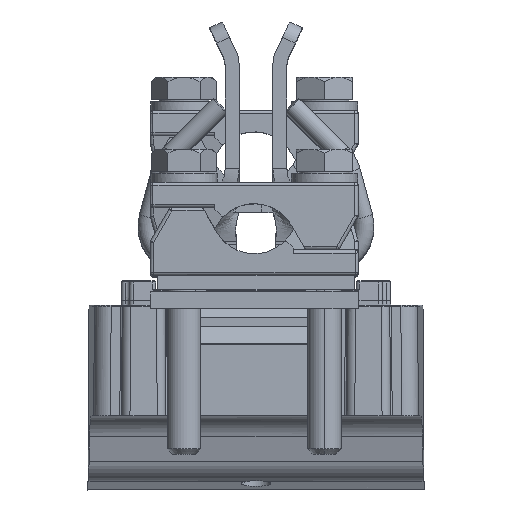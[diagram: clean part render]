
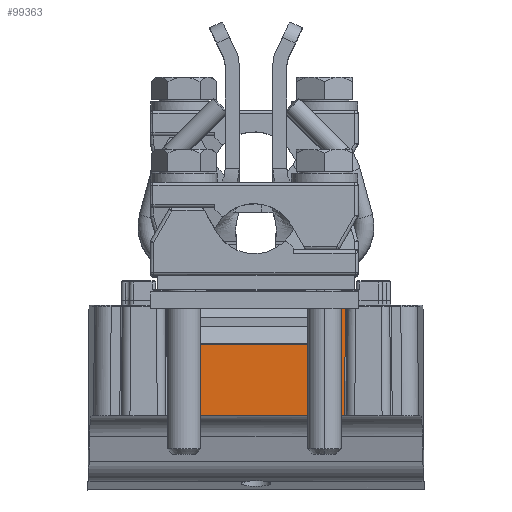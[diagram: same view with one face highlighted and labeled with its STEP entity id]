
A CAD part, top view. The second image highlights one B-rep face of the part: STEP entity #99363.
In plain terms, the highlighted face is planar.
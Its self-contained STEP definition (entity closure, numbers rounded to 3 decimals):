
#57292=CARTESIAN_POINT('',(15.895,-75.605,
33.5));
#57300=CARTESIAN_POINT('',(15.776,-75.724,
13.));
#59841=DIRECTION('',(-1.,0.,0.));
#59842=VECTOR('',#59841,1.6);
#59843=CARTESIAN_POINT('',(15.895,-75.605,
33.5));
#59844=LINE('',#59843,#59842);
#59849=DIRECTION('',(1.,0.,0.));
#59850=VECTOR('',#59849,1.6);
#59851=CARTESIAN_POINT('',(-15.895,-75.605,
33.5));
#59852=LINE('',#59851,#59850);
#59853=DIRECTION('',(0.006,-0.006,-1.));
#59854=VECTOR('',#59853,6.707);
#59855=CARTESIAN_POINT('',(-14.295,-75.605,
33.5));
#59856=LINE('',#59855,#59854);
#59857=CARTESIAN_POINT('',(-14.256,-75.644,
26.793));
#59858=CARTESIAN_POINT('',(-14.244,-75.645,
26.608));
#59859=CARTESIAN_POINT('',(-14.215,-75.647,
26.301));
#59860=CARTESIAN_POINT('',(-14.126,-75.648,
26.097));
#59861=CARTESIAN_POINT('',(-14.068,-75.649,
25.966));
#59862=CARTESIAN_POINT('',(-14.027,-75.649,
25.899));
#59863=CARTESIAN_POINT('',(-13.993,-75.65,
25.85));
#59864=CARTESIAN_POINT('',(-13.896,-75.65,
25.752));
#59865=CARTESIAN_POINT('',(-13.772,-75.651,
25.665));
#59866=CARTESIAN_POINT('',(-13.692,-75.651,
25.652));
#59867=CARTESIAN_POINT('',(-13.651,-75.651,
25.654));
#59869=DIRECTION('',(0.006,0.006,1.));
#59870=VECTOR('',#59869,6.707);
#59871=CARTESIAN_POINT('',(14.256,-75.644,
26.793));
#59872=LINE('',#59871,#59870);
#59873=DIRECTION('',(-0.006,-0.006,-1.));
#59874=VECTOR('',#59873,20.501);
#59875=CARTESIAN_POINT('',(15.895,-75.605,
33.5));
#59876=LINE('',#59875,#59874);
#59877=DIRECTION('',(-1.,0.,0.));
#59878=VECTOR('',#59877,31.551);
#59879=CARTESIAN_POINT('',(15.776,-75.724,
13.));
#59880=LINE('',#59879,#59878);
#59881=DIRECTION('',(-0.006,0.006,1.));
#59882=VECTOR('',#59881,20.501);
#59883=CARTESIAN_POINT('',(-15.776,-75.724,
13.));
#59884=LINE('',#59883,#59882);
#59969=CARTESIAN_POINT('',(14.256,-75.644,
26.793));
#59970=CARTESIAN_POINT('',(14.243,-75.645,
26.601));
#59971=CARTESIAN_POINT('',(14.212,-75.647,
26.285));
#59972=CARTESIAN_POINT('',(14.125,-75.648,
26.092));
#59973=CARTESIAN_POINT('',(14.065,-75.649,
25.964));
#59974=CARTESIAN_POINT('',(14.024,-75.649,
25.895));
#59975=CARTESIAN_POINT('',(13.991,-75.65,
25.845));
#59976=CARTESIAN_POINT('',(13.897,-75.65,
25.751));
#59977=CARTESIAN_POINT('',(13.771,-75.651,
25.666));
#59978=CARTESIAN_POINT('',(13.692,-75.651,
25.653));
#59979=CARTESIAN_POINT('',(13.651,-75.651,
25.654));
#59985=DIRECTION('',(-1.,0.,0.));
#59986=VECTOR('',#59985,27.302);
#59987=CARTESIAN_POINT('',(13.651,-75.651,
25.654));
#59988=LINE('',#59987,#59986);
#60013=CARTESIAN_POINT('',(-15.776,-75.724,
13.));
#65930=VERTEX_POINT('',#57292);
#65933=VERTEX_POINT('',#57300);
#65952=VERTEX_POINT('',#60013);
#66260=CARTESIAN_POINT('',(-15.895,-75.605,
33.5));
#66261=VERTEX_POINT('',#66260);
#66262=CARTESIAN_POINT('',(-14.295,-75.605,
33.5));
#66263=VERTEX_POINT('',#66262);
#66293=CARTESIAN_POINT('',(14.295,-75.605,
33.5));
#66294=VERTEX_POINT('',#66293);
#66295=CARTESIAN_POINT('',(-14.256,-75.644,
26.793));
#66296=VERTEX_POINT('',#66295);
#66297=VERTEX_POINT('',#59867);
#66298=CARTESIAN_POINT('',(13.651,-75.651,
25.654));
#66299=VERTEX_POINT('',#66298);
#66300=VERTEX_POINT('',#59969);
#99340=CARTESIAN_POINT('',(0.,-75.8,0.));
#99341=DIRECTION('',(0.,-1.,0.006));
#99342=DIRECTION('',(-1.,0.,0.));
#99343=AXIS2_PLACEMENT_3D('',#99340,#99341,#99342);
#99344=PLANE('',#99343);
#99345=ORIENTED_EDGE('',*,*,#98918,.T.);
#99347=ORIENTED_EDGE('',*,*,#99346,.T.);
#99349=ORIENTED_EDGE('',*,*,#99348,.T.);
#99351=ORIENTED_EDGE('',*,*,#99350,.F.);
#99353=ORIENTED_EDGE('',*,*,#99352,.F.);
#99355=ORIENTED_EDGE('',*,*,#99354,.T.);
#99356=ORIENTED_EDGE('',*,*,#99327,.F.);
#99357=ORIENTED_EDGE('',*,*,#90698,.T.);
#99358=ORIENTED_EDGE('',*,*,#90758,.T.);
#99360=ORIENTED_EDGE('',*,*,#99359,.T.);
#99361=EDGE_LOOP('',(#99345,#99347,#99349,#99351,#99353,#99355,#99356,#99357,
#99358,#99360));
#99362=FACE_OUTER_BOUND('',#99361,.F.);
#59868=B_SPLINE_CURVE_WITH_KNOTS('',3,(#59857,#59858,#59859,#59860,#59861,
#59862,#59863,#59864,#59865,#59866,#59867),.UNSPECIFIED.,.F.,.F.,(4,1,1,1,1,1,1,
1,4),(0.,0.125,0.25,0.375,0.5,0.625,0.75,0.875,1.),
.UNSPECIFIED.);
#59980=B_SPLINE_CURVE_WITH_KNOTS('',3,(#59969,#59970,#59971,#59972,#59973,
#59974,#59975,#59976,#59977,#59978,#59979),.UNSPECIFIED.,.F.,.F.,(4,1,1,1,1,1,1,
1,4),(0.,0.125,0.25,0.375,0.5,0.625,0.75,0.875,1.),
.UNSPECIFIED.);
#90698=EDGE_CURVE('',#65930,#65933,#59876,.T.);
#90758=EDGE_CURVE('',#65933,#65952,#59880,.T.);
#98918=EDGE_CURVE('',#66261,#66263,#59852,.T.);
#99327=EDGE_CURVE('',#65930,#66294,#59844,.T.);
#99346=EDGE_CURVE('',#66263,#66296,#59856,.T.);
#99348=EDGE_CURVE('',#66296,#66297,#59868,.T.);
#99350=EDGE_CURVE('',#66299,#66297,#59988,.T.);
#99352=EDGE_CURVE('',#66300,#66299,#59980,.T.);
#99354=EDGE_CURVE('',#66300,#66294,#59872,.T.);
#99359=EDGE_CURVE('',#65952,#66261,#59884,.T.);
#99363=ADVANCED_FACE('',(#99362),#99344,.T.);
